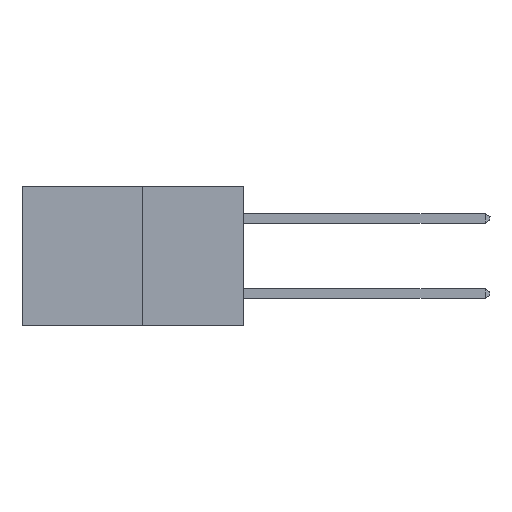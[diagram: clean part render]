
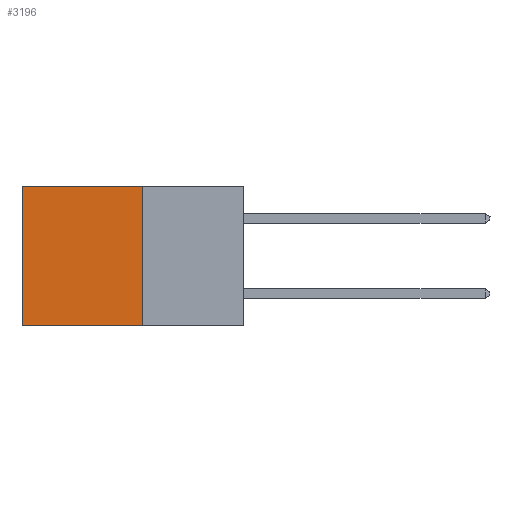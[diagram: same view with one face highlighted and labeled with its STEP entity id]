
A CAD part, left-side view. The second image highlights one B-rep face of the part: STEP entity #3196.
In plain terms, the highlighted planar face has unit normal (-1, 0, 0).
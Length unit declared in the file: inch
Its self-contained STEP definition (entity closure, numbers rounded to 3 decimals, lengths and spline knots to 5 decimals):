
#43 = ORIENTED_EDGE ( 'NONE', *, *, #7226, .F. ) ;
#157 = EDGE_CURVE ( 'NONE', #1249, #2473, #2851, .T. ) ;
#484 = ORIENTED_EDGE ( 'NONE', *, *, #3450, .F. ) ;
#1069 = AXIS2_PLACEMENT_3D ( 'NONE', #9186, #5458, #5444 ) ;
#1249 = VERTEX_POINT ( 'NONE', #2557 ) ;
#1425 = CARTESIAN_POINT ( 'NONE',  ( 0.277, 0.27, -0.37 ) ) ;
#1513 = LINE ( 'NONE', #5496, #5625 ) ;
#1641 = VERTEX_POINT ( 'NONE', #7117 ) ;
#2319 = DIRECTION ( 'NONE',  ( 0., 1., 0. ) ) ;
#2434 = VECTOR ( 'NONE', #4058, 39.37008 ) ;
#2473 = VERTEX_POINT ( 'NONE', #7366 ) ;
#2557 = CARTESIAN_POINT ( 'NONE',  ( 0.277, 0.59, 0. ) ) ;
#2851 = LINE ( 'NONE', #4065, #7008 ) ;
#3196 = ADVANCED_FACE ( 'NONE', ( #9474 ), #6918, .F. ) ;
#3450 = EDGE_CURVE ( 'NONE', #5133, #1641, #1513, .T. ) ;
#4058 = DIRECTION ( 'NONE',  ( 0., 1., 0. ) ) ;
#4065 = CARTESIAN_POINT ( 'NONE',  ( 0.277, 0.59, -0.37 ) ) ;
#4584 = EDGE_CURVE ( 'NONE', #5133, #1249, #10088, .T. ) ;
#4599 = EDGE_LOOP ( 'NONE', ( #10346, #43, #484, #5025 ) ) ;
#5025 = ORIENTED_EDGE ( 'NONE', *, *, #4584, .T. ) ;
#5133 = VERTEX_POINT ( 'NONE', #9228 ) ;
#5444 = DIRECTION ( 'NONE',  ( 0., 0., -1. ) ) ;
#5458 = DIRECTION ( 'NONE',  ( 1., 0., 0. ) ) ;
#5496 = CARTESIAN_POINT ( 'NONE',  ( 0.277, 0.27, -0.37 ) ) ;
#5511 = DIRECTION ( 'NONE',  ( 0., 0., -1. ) ) ;
#5625 = VECTOR ( 'NONE', #5511, 39.37008 ) ;
#5679 = VECTOR ( 'NONE', #2319, 39.37008 ) ;
#5906 = LINE ( 'NONE', #1425, #5679 ) ;
#6342 = DIRECTION ( 'NONE',  ( 0., 0., -1. ) ) ;
#6918 = PLANE ( 'NONE',  #1069 ) ;
#7008 = VECTOR ( 'NONE', #6342, 39.37008 ) ;
#7117 = CARTESIAN_POINT ( 'NONE',  ( 0.277, 0.27, -0.37 ) ) ;
#7186 = CARTESIAN_POINT ( 'NONE',  ( 0.277, 0.27, 0. ) ) ;
#7226 = EDGE_CURVE ( 'NONE', #1641, #2473, #5906, .T. ) ;
#7366 = CARTESIAN_POINT ( 'NONE',  ( 0.277, 0.59, -0.37 ) ) ;
#9186 = CARTESIAN_POINT ( 'NONE',  ( 0.277, 0.27, -0.37 ) ) ;
#9228 = CARTESIAN_POINT ( 'NONE',  ( 0.277, 0.27, 0. ) ) ;
#9474 = FACE_OUTER_BOUND ( 'NONE', #4599, .T. ) ;
#10088 = LINE ( 'NONE', #7186, #2434 ) ;
#10346 = ORIENTED_EDGE ( 'NONE', *, *, #157, .T. ) ;
